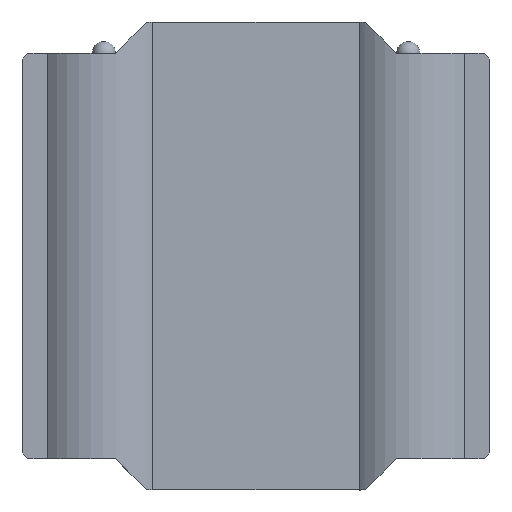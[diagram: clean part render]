
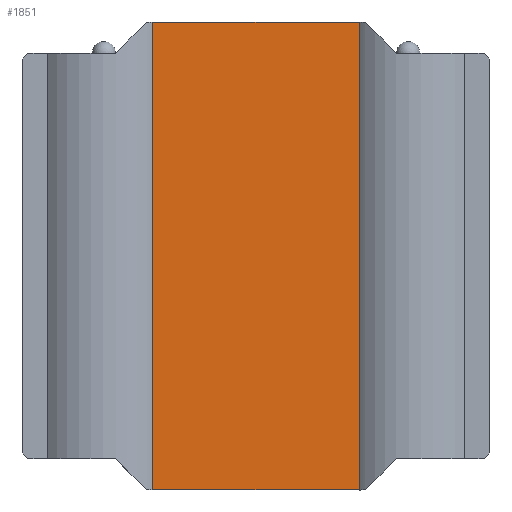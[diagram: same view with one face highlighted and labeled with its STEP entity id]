
A CAD part, front view. The second image highlights one B-rep face of the part: STEP entity #1851.
In plain terms, the highlighted planar face has unit normal (0, -1, 0).
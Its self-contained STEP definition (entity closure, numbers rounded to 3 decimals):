
#6 = VERTEX_POINT ( 'NONE', #3701 ) ;
#34 = VECTOR ( 'NONE', #2917, 1000. ) ;
#245 = VERTEX_POINT ( 'NONE', #527 ) ;
#260 = PLANE ( 'NONE',  #3046 ) ;
#449 = EDGE_CURVE ( 'NONE', #2179, #1855, #832, .T. ) ;
#527 = CARTESIAN_POINT ( 'NONE',  ( 1.325, 0.28, 3. ) ) ;
#635 = LINE ( 'NONE', #2420, #1825 ) ;
#692 = EDGE_CURVE ( 'NONE', #6, #2179, #635, .T. ) ;
#732 = EDGE_LOOP ( 'NONE', ( #1607, #2837, #1900, #2808 ) ) ;
#832 = LINE ( 'NONE', #1090, #3600 ) ;
#868 = DIRECTION ( 'NONE',  ( -1., 0., 0. ) ) ;
#1090 = CARTESIAN_POINT ( 'NONE',  ( -1.325, 0.28, -3. ) ) ;
#1191 = CARTESIAN_POINT ( 'NONE',  ( -1.325, 0.28, 3. ) ) ;
#1406 = CARTESIAN_POINT ( 'NONE',  ( 0., 0.28, 0. ) ) ;
#1607 = ORIENTED_EDGE ( 'NONE', *, *, #3554, .F. ) ;
#1819 = DIRECTION ( 'NONE',  ( 1., 0., 0. ) ) ;
#1825 = VECTOR ( 'NONE', #868, 1000. ) ;
#1851 = ADVANCED_FACE ( 'NONE', ( #2058 ), #260, .F. ) ;
#1855 = VERTEX_POINT ( 'NONE', #1191 ) ;
#1900 = ORIENTED_EDGE ( 'NONE', *, *, #692, .F. ) ;
#2058 = FACE_OUTER_BOUND ( 'NONE', #732, .T. ) ;
#2179 = VERTEX_POINT ( 'NONE', #2203 ) ;
#2203 = CARTESIAN_POINT ( 'NONE',  ( -1.325, 0.28, -3. ) ) ;
#2420 = CARTESIAN_POINT ( 'NONE',  ( 1.4, 0.28, -3. ) ) ;
#2649 = EDGE_CURVE ( 'NONE', #6, #245, #3501, .T. ) ;
#2662 = DIRECTION ( 'NONE',  ( 0., 0., 1. ) ) ;
#2698 = CARTESIAN_POINT ( 'NONE',  ( -1.4, 0.28, 3. ) ) ;
#2808 = ORIENTED_EDGE ( 'NONE', *, *, #2649, .T. ) ;
#2837 = ORIENTED_EDGE ( 'NONE', *, *, #449, .F. ) ;
#2917 = DIRECTION ( 'NONE',  ( 0., 0., 1. ) ) ;
#2943 = VECTOR ( 'NONE', #1819, 1000. ) ;
#2974 = CARTESIAN_POINT ( 'NONE',  ( 1.325, 0.28, -3. ) ) ;
#3046 = AXIS2_PLACEMENT_3D ( 'NONE', #1406, #3766, #2662 ) ;
#3328 = LINE ( 'NONE', #2698, #2943 ) ;
#3501 = LINE ( 'NONE', #2974, #34 ) ;
#3554 = EDGE_CURVE ( 'NONE', #1855, #245, #3328, .T. ) ;
#3600 = VECTOR ( 'NONE', #3747, 1000. ) ;
#3701 = CARTESIAN_POINT ( 'NONE',  ( 1.325, 0.28, -3. ) ) ;
#3747 = DIRECTION ( 'NONE',  ( 0., 0., 1. ) ) ;
#3766 = DIRECTION ( 'NONE',  ( 0., 1., 0. ) ) ;
